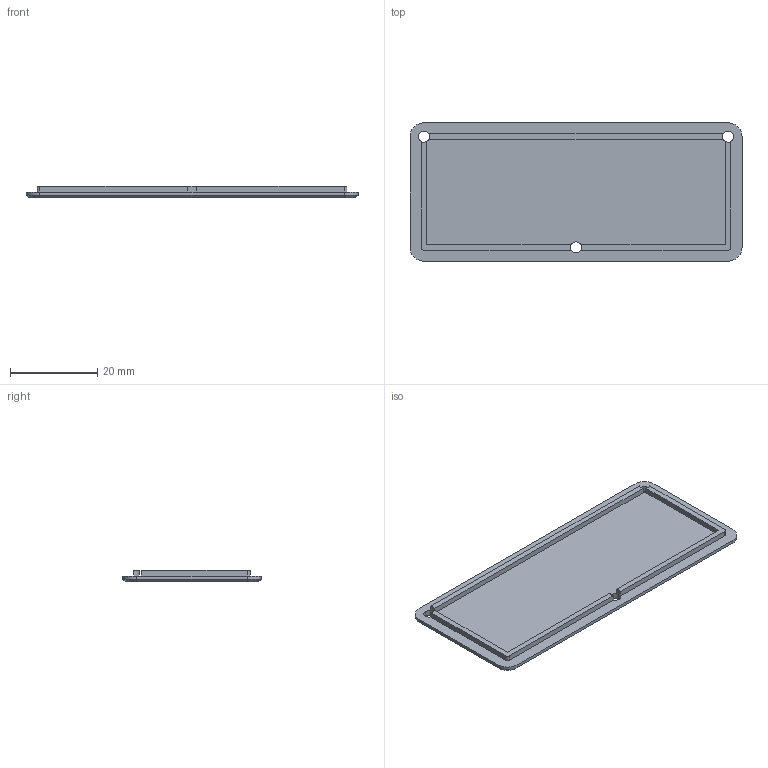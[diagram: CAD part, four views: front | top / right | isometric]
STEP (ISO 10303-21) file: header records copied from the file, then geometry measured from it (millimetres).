
FILE_DESCRIPTION (( 'STEP AP214' ), '1' );
FILE_NAME ('Thermocouple Conditioner Case Top.STEP', '2026-02-10T03:40:29', ( '' ), ( '' ), 'SwSTEP 2.0', 'SolidWorks 2019', '' );
FILE_SCHEMA (( 'AUTOMOTIVE_DESIGN' ));
Length unit declared in the file: inch
Products named in the file (1): Thermocouple Conditioner Case Top
Bounding box: 76.2 x 31.75 x 2.54 mm (x, y, z)
Volume: 3310.5 mm3; surface area: 5502.3 mm2
Topology: 1 solids, 1 shells, 40 faces, 112 edges, 72 vertices
Faces by surface type: plane 24, cylinder 12, cone 4
Entity records: 1344 total; most frequent: DIRECTION 234, CARTESIAN_POINT 225, ORIENTED_EDGE 224, EDGE_CURVE 112, AXIS2_PLACEMENT_3D 81, VECTOR 72, LINE 72, VERTEX_POINT 72
